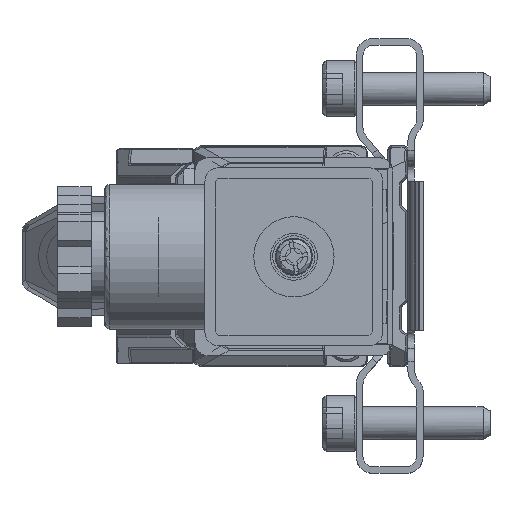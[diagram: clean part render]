
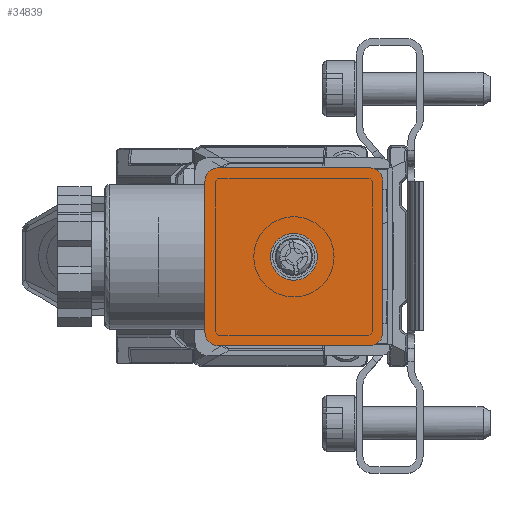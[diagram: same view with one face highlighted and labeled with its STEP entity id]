
A CAD part, left-side view. The second image highlights one B-rep face of the part: STEP entity #34839.
In plain terms, the highlighted planar face has unit normal (-1, 0, 0).
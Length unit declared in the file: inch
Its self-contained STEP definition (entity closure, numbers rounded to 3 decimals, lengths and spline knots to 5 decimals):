
#1070 = DIRECTION ( 'NONE',  ( 0., 0., 1. ) ) ;
#1428 = VECTOR ( 'NONE', #42021, 39.37008 ) ;
#1687 = EDGE_CURVE ( 'NONE', #29729, #7269, #16014, .T. ) ;
#2189 = EDGE_CURVE ( 'NONE', #31771, #27750, #25012, .T. ) ;
#2312 = EDGE_CURVE ( 'NONE', #20505, #24692, #10108, .T. ) ;
#2604 = DIRECTION ( 'NONE',  ( -1., 0., 0. ) ) ;
#3211 = VERTEX_POINT ( 'NONE', #27858 ) ;
#3451 = AXIS2_PLACEMENT_3D ( 'NONE', #38534, #20848, #37743 ) ;
#3547 = CARTESIAN_POINT ( 'NONE',  ( -18.55118, 1.19347, -0.20777 ) ) ;
#3658 = ORIENTED_EDGE ( 'NONE', *, *, #26709, .F. ) ;
#4064 = ORIENTED_EDGE ( 'NONE', *, *, #41314, .F. ) ;
#4465 = AXIS2_PLACEMENT_3D ( 'NONE', #8998, #33445, #4849 ) ;
#4849 = DIRECTION ( 'NONE',  ( 0., 0., 1. ) ) ;
#4943 = CARTESIAN_POINT ( 'NONE',  ( -18.55118, 0.14622, -0.20777 ) ) ;
#5665 = CARTESIAN_POINT ( 'NONE',  ( -18.55118, 1.11473, -0.12903 ) ) ;
#5672 = AXIS2_PLACEMENT_3D ( 'NONE', #40167, #29243, #43431 ) ;
#5957 = CARTESIAN_POINT ( 'NONE',  ( -18.55118, 1.19347, -1.17628 ) ) ;
#7269 = VERTEX_POINT ( 'NONE', #17680 ) ;
#8998 = CARTESIAN_POINT ( 'NONE',  ( -18.55118, 1.19347, -1.17628 ) ) ;
#9442 = CARTESIAN_POINT ( 'NONE',  ( -18.55118, 0.14622, -1.09754 ) ) ;
#10108 = CIRCLE ( 'NONE', #5672, 0.07874 ) ;
#10128 = LINE ( 'NONE', #5957, #1428 ) ;
#10280 = EDGE_CURVE ( 'NONE', #27750, #29729, #11804, .T. ) ;
#10892 = DIRECTION ( 'NONE',  ( 0., -1., 0. ) ) ;
#11355 = ORIENTED_EDGE ( 'NONE', *, *, #2189, .F. ) ;
#11391 = AXIS2_PLACEMENT_3D ( 'NONE', #13272, #2604, #20275 ) ;
#11804 = LINE ( 'NONE', #16188, #19544 ) ;
#12123 = CIRCLE ( 'NONE', #11391, 0.1378 ) ;
#12248 = PLANE ( 'NONE',  #4465 ) ;
#13272 = CARTESIAN_POINT ( 'NONE',  ( -18.55118, 0.66984, -0.65265 ) ) ;
#13890 = LINE ( 'NONE', #35326, #36562 ) ;
#14175 = DIRECTION ( 'NONE',  ( 0., -1., 0. ) ) ;
#14740 = AXIS2_PLACEMENT_3D ( 'NONE', #21873, #21169, #14175 ) ;
#16014 = CIRCLE ( 'NONE', #36124, 0.07874 ) ;
#16188 = CARTESIAN_POINT ( 'NONE',  ( -18.55118, 0.14622, -1.17628 ) ) ;
#17009 = VERTEX_POINT ( 'NONE', #23006 ) ;
#17310 = EDGE_CURVE ( 'NONE', #29287, #20505, #13890, .T. ) ;
#17680 = CARTESIAN_POINT ( 'NONE',  ( -18.55118, 0.22496, -1.17628 ) ) ;
#19206 = CIRCLE ( 'NONE', #14740, 0.07874 ) ;
#19544 = VECTOR ( 'NONE', #40889, 39.37008 ) ;
#20275 = DIRECTION ( 'NONE',  ( 0., 0., -1. ) ) ;
#20293 = EDGE_LOOP ( 'NONE', ( #4064 ) ) ;
#20505 = VERTEX_POINT ( 'NONE', #3547 ) ;
#20848 = DIRECTION ( 'NONE',  ( 1., 0., 0. ) ) ;
#21062 = VECTOR ( 'NONE', #35882, 39.37008 ) ;
#21169 = DIRECTION ( 'NONE',  ( 1., 0., 0. ) ) ;
#21665 = LINE ( 'NONE', #40285, #21062 ) ;
#21873 = CARTESIAN_POINT ( 'NONE',  ( -18.55118, 1.11473, -1.09754 ) ) ;
#22747 = FACE_OUTER_BOUND ( 'NONE', #40307, .T. ) ;
#23006 = CARTESIAN_POINT ( 'NONE',  ( -18.55118, 1.11473, -1.17628 ) ) ;
#24392 = CARTESIAN_POINT ( 'NONE',  ( -18.55118, 0.22496, -1.09754 ) ) ;
#24692 = VERTEX_POINT ( 'NONE', #5665 ) ;
#25012 = CIRCLE ( 'NONE', #3451, 0.07874 ) ;
#26709 = EDGE_CURVE ( 'NONE', #17009, #29287, #19206, .T. ) ;
#27158 = ORIENTED_EDGE ( 'NONE', *, *, #17310, .F. ) ;
#27750 = VERTEX_POINT ( 'NONE', #4943 ) ;
#27858 = CARTESIAN_POINT ( 'NONE',  ( -18.55118, 0.66984, -0.79045 ) ) ;
#29243 = DIRECTION ( 'NONE',  ( 1., 0., 0. ) ) ;
#29287 = VERTEX_POINT ( 'NONE', #44653 ) ;
#29729 = VERTEX_POINT ( 'NONE', #9442 ) ;
#31771 = VERTEX_POINT ( 'NONE', #41615 ) ;
#32089 = DIRECTION ( 'NONE',  ( 1., 0., 0. ) ) ;
#32145 = EDGE_CURVE ( 'NONE', #7269, #17009, #10128, .T. ) ;
#32453 = ORIENTED_EDGE ( 'NONE', *, *, #41596, .F. ) ;
#33421 = ORIENTED_EDGE ( 'NONE', *, *, #1687, .F. ) ;
#33445 = DIRECTION ( 'NONE',  ( 1., 0., 0. ) ) ;
#34839 = ADVANCED_FACE ( 'NONE', ( #22747, #40882 ), #12248, .F. ) ;
#35326 = CARTESIAN_POINT ( 'NONE',  ( -18.55118, 1.19347, -1.17628 ) ) ;
#35882 = DIRECTION ( 'NONE',  ( 0., -1., 0. ) ) ;
#35957 = ORIENTED_EDGE ( 'NONE', *, *, #2312, .F. ) ;
#36124 = AXIS2_PLACEMENT_3D ( 'NONE', #24392, #32089, #10892 ) ;
#36562 = VECTOR ( 'NONE', #1070, 39.37008 ) ;
#37384 = ORIENTED_EDGE ( 'NONE', *, *, #32145, .F. ) ;
#37743 = DIRECTION ( 'NONE',  ( 0., -1., 0. ) ) ;
#38534 = CARTESIAN_POINT ( 'NONE',  ( -18.55118, 0.22496, -0.20777 ) ) ;
#40167 = CARTESIAN_POINT ( 'NONE',  ( -18.55118, 1.11473, -0.20777 ) ) ;
#40285 = CARTESIAN_POINT ( 'NONE',  ( -18.55118, 1.19347, -0.12903 ) ) ;
#40307 = EDGE_LOOP ( 'NONE', ( #37384, #33421, #40329, #11355, #32453, #35957, #27158, #3658 ) ) ;
#40329 = ORIENTED_EDGE ( 'NONE', *, *, #10280, .F. ) ;
#40882 = FACE_BOUND ( 'NONE', #20293, .T. ) ;
#40889 = DIRECTION ( 'NONE',  ( 0., 0., -1. ) ) ;
#41314 = EDGE_CURVE ( 'NONE', #3211, #3211, #12123, .T. ) ;
#41596 = EDGE_CURVE ( 'NONE', #24692, #31771, #21665, .T. ) ;
#41615 = CARTESIAN_POINT ( 'NONE',  ( -18.55118, 0.22496, -0.12903 ) ) ;
#42021 = DIRECTION ( 'NONE',  ( 0., 1., 0. ) ) ;
#43431 = DIRECTION ( 'NONE',  ( 0., -1., 0. ) ) ;
#44653 = CARTESIAN_POINT ( 'NONE',  ( -18.55118, 1.19347, -1.09754 ) ) ;
